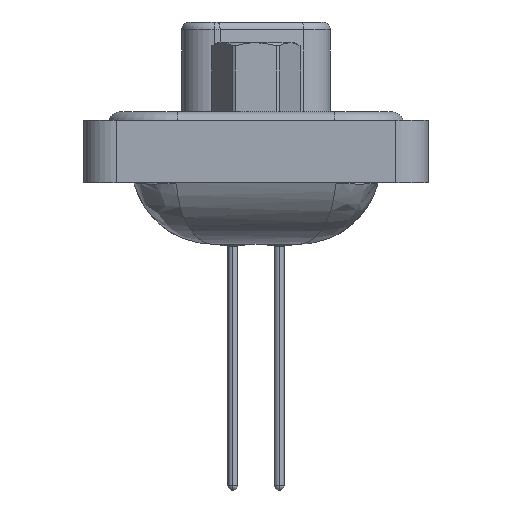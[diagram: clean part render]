
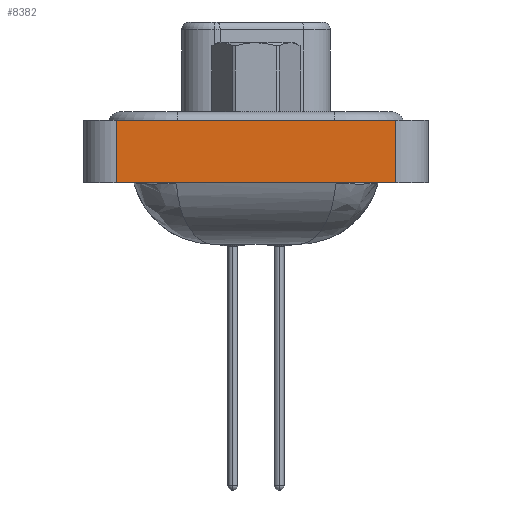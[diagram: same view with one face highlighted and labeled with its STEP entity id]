
A CAD part, left-side view. The second image highlights one B-rep face of the part: STEP entity #8382.
In plain terms, the highlighted planar face has unit normal (-1, 0, 0).
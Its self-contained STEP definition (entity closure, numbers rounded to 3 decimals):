
#30 = CARTESIAN_POINT ( 'NONE',  ( -7.225, 8.55, -3.35 ) ) ;
#1424 = LINE ( 'NONE', #27132, #5598 ) ;
#2343 = VECTOR ( 'NONE', #27820, 1000. ) ;
#3495 = CARTESIAN_POINT ( 'NONE',  ( -7.225, -8.55, -3.35 ) ) ;
#4477 = LINE ( 'NONE', #8867, #27457 ) ;
#5481 = CARTESIAN_POINT ( 'NONE',  ( -7.225, 8.55, -3.35 ) ) ;
#5598 = VECTOR ( 'NONE', #5663, 1000. ) ;
#5663 = DIRECTION ( 'NONE',  ( 0., -1., 0. ) ) ;
#5805 = ORIENTED_EDGE ( 'NONE', *, *, #23328, .T. ) ;
#6274 = VERTEX_POINT ( 'NONE', #12741 ) ;
#7227 = EDGE_CURVE ( 'NONE', #19605, #25202, #24826, .T. ) ;
#8382 = ADVANCED_FACE ( 'NONE', ( #21411 ), #14933, .T. ) ;
#8867 = CARTESIAN_POINT ( 'NONE',  ( -7.225, -8.55, -3.35 ) ) ;
#10430 = CARTESIAN_POINT ( 'NONE',  ( -7.225, -8.55, 0.5 ) ) ;
#11748 = ORIENTED_EDGE ( 'NONE', *, *, #14287, .T. ) ;
#12657 = CARTESIAN_POINT ( 'NONE',  ( -7.225, -8.55, -3.35 ) ) ;
#12698 = AXIS2_PLACEMENT_3D ( 'NONE', #12657, #23665, #27505 ) ;
#12741 = CARTESIAN_POINT ( 'NONE',  ( -7.225, -8.55, 0.5 ) ) ;
#13233 = DIRECTION ( 'NONE',  ( 0., 0., 1. ) ) ;
#13620 = VECTOR ( 'NONE', #20582, 1000. ) ;
#13937 = VERTEX_POINT ( 'NONE', #3495 ) ;
#14287 = EDGE_CURVE ( 'NONE', #13937, #6274, #4477, .T. ) ;
#14933 = PLANE ( 'NONE',  #12698 ) ;
#15705 = ORIENTED_EDGE ( 'NONE', *, *, #19940, .F. ) ;
#19605 = VERTEX_POINT ( 'NONE', #30 ) ;
#19940 = EDGE_CURVE ( 'NONE', #25202, #6274, #27681, .T. ) ;
#20582 = DIRECTION ( 'NONE',  ( 0., 0., 1. ) ) ;
#21411 = FACE_OUTER_BOUND ( 'NONE', #26870, .T. ) ;
#22831 = ORIENTED_EDGE ( 'NONE', *, *, #7227, .F. ) ;
#23328 = EDGE_CURVE ( 'NONE', #19605, #13937, #1424, .T. ) ;
#23665 = DIRECTION ( 'NONE',  ( -1., 0., 0. ) ) ;
#24700 = CARTESIAN_POINT ( 'NONE',  ( -7.225, 8.55, 0.5 ) ) ;
#24826 = LINE ( 'NONE', #5481, #13620 ) ;
#25202 = VERTEX_POINT ( 'NONE', #24700 ) ;
#26870 = EDGE_LOOP ( 'NONE', ( #11748, #15705, #22831, #5805 ) ) ;
#27132 = CARTESIAN_POINT ( 'NONE',  ( -7.225, -8.55, -3.35 ) ) ;
#27457 = VECTOR ( 'NONE', #13233, 1000. ) ;
#27505 = DIRECTION ( 'NONE',  ( 0., 0., 1. ) ) ;
#27681 = LINE ( 'NONE', #10430, #2343 ) ;
#27820 = DIRECTION ( 'NONE',  ( 0., -1., 0. ) ) ;
